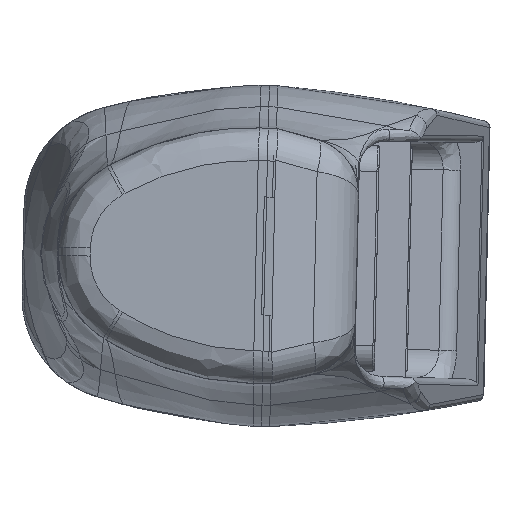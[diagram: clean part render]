
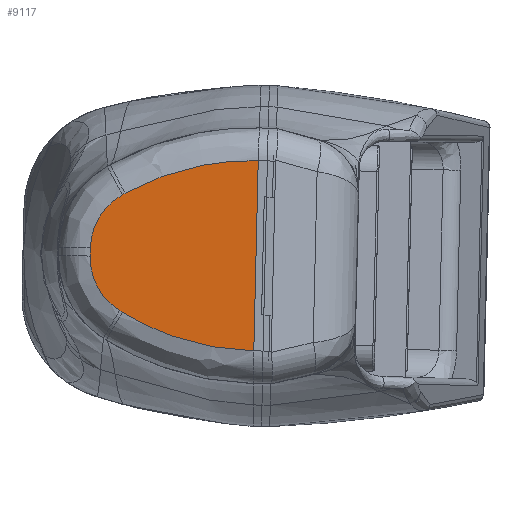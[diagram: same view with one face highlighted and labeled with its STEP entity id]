
A CAD part, front view. The second image highlights one B-rep face of the part: STEP entity #9117.
In plain terms, the highlighted face is planar.
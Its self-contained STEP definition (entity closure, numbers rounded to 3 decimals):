
#628=CARTESIAN_POINT('',(-14.5,1.4,108.088));
#629=CARTESIAN_POINT('',(-14.507,3.166,108.022));
#630=CARTESIAN_POINT('',(-14.29,6.667,107.891));
#631=CARTESIAN_POINT('',(-13.263,11.864,107.695));
#632=CARTESIAN_POINT('',(-11.546,16.881,107.507));
#633=CARTESIAN_POINT('',(-9.978,20.024,107.389));
#634=CARTESIAN_POINT('',(-9.083,21.552,107.332));
#656=DIRECTION('',(-0.505,-0.862,0.032));
#657=VECTOR('',#656,0.507);
#658=CARTESIAN_POINT('',(-8.827,21.989,107.315));
#659=LINE('',#658,#657);
#1161=DIRECTION('',(-0.505,0.862,-0.032));
#1162=VECTOR('',#1161,0.507);
#1163=CARTESIAN_POINT('',(9.083,21.552,107.332));
#1164=LINE('',#1163,#1162);
#1173=CARTESIAN_POINT('',(9.083,21.552,107.332));
#1174=CARTESIAN_POINT('',(9.978,20.024,107.389));
#1175=CARTESIAN_POINT('',(11.546,16.881,107.507));
#1176=CARTESIAN_POINT('',(13.263,11.864,107.695));
#1177=CARTESIAN_POINT('',(14.29,6.667,107.891));
#1178=CARTESIAN_POINT('',(14.507,3.166,108.022));
#1179=CARTESIAN_POINT('',(14.5,1.4,108.088));
#1898=DIRECTION('',(1.,0.,0.));
#1899=VECTOR('',#1898,29.);
#1900=CARTESIAN_POINT('',(-14.5,1.4,108.088));
#1901=LINE('',#1900,#1899);
#1972=CARTESIAN_POINT('',(-8.827,21.989,107.315));
#1973=CARTESIAN_POINT('',(-8.547,22.468,107.297));
#1974=CARTESIAN_POINT('',(-7.912,23.362,107.264));
#1975=CARTESIAN_POINT('',(-6.736,24.528,107.22));
#1976=CARTESIAN_POINT('',(-5.376,25.471,107.185));
#1977=CARTESIAN_POINT('',(-3.874,26.168,107.158));
#1978=CARTESIAN_POINT('',(-2.275,26.592,107.143));
#1979=CARTESIAN_POINT('',(-1.185,26.688,107.139));
#1980=CARTESIAN_POINT('',(-0.63,26.688,107.139));
#1991=DIRECTION('',(-1.,0.,0.));
#1992=VECTOR('',#1991,1.26);
#1993=CARTESIAN_POINT('',(0.63,26.688,107.139));
#1994=LINE('',#1993,#1992);
#2010=CARTESIAN_POINT('',(0.63,26.688,107.139));
#2011=CARTESIAN_POINT('',(1.185,26.688,107.139));
#2012=CARTESIAN_POINT('',(2.275,26.592,107.143));
#2013=CARTESIAN_POINT('',(3.874,26.168,107.158));
#2014=CARTESIAN_POINT('',(5.376,25.471,107.185));
#2015=CARTESIAN_POINT('',(6.736,24.528,107.22));
#2016=CARTESIAN_POINT('',(7.912,23.362,107.264));
#2017=CARTESIAN_POINT('',(8.547,22.468,107.297));
#2018=CARTESIAN_POINT('',(8.827,21.989,107.315));
#4089=CARTESIAN_POINT('',(14.5,1.4,108.088));
#4091=VERTEX_POINT('',#4089);
#4097=VERTEX_POINT('',#1173);
#4100=CARTESIAN_POINT('',(8.827,21.989,107.315));
#4101=VERTEX_POINT('',#4100);
#4103=VERTEX_POINT('',#2010);
#4106=CARTESIAN_POINT('',(-0.63,26.688,107.139));
#4107=VERTEX_POINT('',#4106);
#4109=VERTEX_POINT('',#1972);
#4112=CARTESIAN_POINT('',(-9.083,21.552,107.332));
#4113=VERTEX_POINT('',#4112);
#4115=VERTEX_POINT('',#628);
#9099=CARTESIAN_POINT('',(-31.47,31.5,106.958));
#9100=DIRECTION('',(0.,-0.038,-0.999));
#9101=DIRECTION('',(0.,-0.999,0.038));
#9102=AXIS2_PLACEMENT_3D('',#9099,#9100,#9101);
#9103=PLANE('',#9102);
#9104=ORIENTED_EDGE('',*,*,#6394,.T.);
#9105=ORIENTED_EDGE('',*,*,#6410,.F.);
#9107=ORIENTED_EDGE('',*,*,#9106,.T.);
#9109=ORIENTED_EDGE('',*,*,#9108,.F.);
#9111=ORIENTED_EDGE('',*,*,#9110,.T.);
#9112=ORIENTED_EDGE('',*,*,#7507,.F.);
#9113=ORIENTED_EDGE('',*,*,#7559,.T.);
#9114=ORIENTED_EDGE('',*,*,#9014,.F.);
#9115=EDGE_LOOP('',(#9104,#9105,#9107,#9109,#9111,#9112,#9113,#9114));
#9116=FACE_OUTER_BOUND('',#9115,.F.);
#9117=ADVANCED_FACE('',(#9116),#9103,.F.);
#635=B_SPLINE_CURVE_WITH_KNOTS('',3,(#628,#629,#630,#631,#632,#633,#634),
.UNSPECIFIED.,.F.,.F.,(4,1,1,1,4),(0.,0.25,0.5,0.75,1.),
.UNSPECIFIED.);
#1180=B_SPLINE_CURVE_WITH_KNOTS('',3,(#1173,#1174,#1175,#1176,#1177,#1178,
#1179),.UNSPECIFIED.,.F.,.F.,(4,1,1,1,4),(0.,0.25,0.5,0.75,1.),
.UNSPECIFIED.);
#1981=B_SPLINE_CURVE_WITH_KNOTS('',3,(#1972,#1973,#1974,#1975,#1976,#1977,#1978,
#1979,#1980),.UNSPECIFIED.,.F.,.F.,(4,1,1,1,1,1,4),(0.,0.167,
0.333,0.5,0.667,0.833,1.),
.UNSPECIFIED.);
#2019=B_SPLINE_CURVE_WITH_KNOTS('',3,(#2010,#2011,#2012,#2013,#2014,#2015,#2016,
#2017,#2018),.UNSPECIFIED.,.F.,.F.,(4,1,1,1,1,1,4),(0.,0.167,
0.333,0.5,0.667,0.833,1.),
.UNSPECIFIED.);
#6394=EDGE_CURVE('',#4115,#4113,#635,.T.);
#6410=EDGE_CURVE('',#4109,#4113,#659,.T.);
#7507=EDGE_CURVE('',#4097,#4101,#1164,.T.);
#7559=EDGE_CURVE('',#4097,#4091,#1180,.T.);
#9014=EDGE_CURVE('',#4115,#4091,#1901,.T.);
#9106=EDGE_CURVE('',#4109,#4107,#1981,.T.);
#9108=EDGE_CURVE('',#4103,#4107,#1994,.T.);
#9110=EDGE_CURVE('',#4103,#4101,#2019,.T.);
